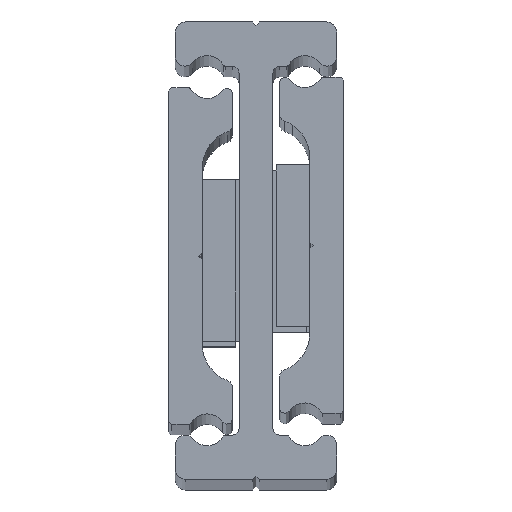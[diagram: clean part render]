
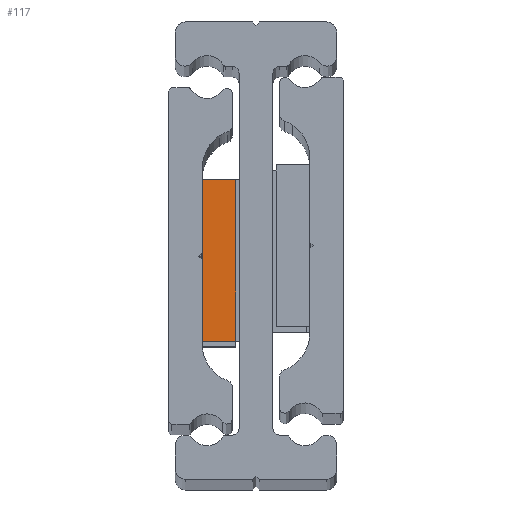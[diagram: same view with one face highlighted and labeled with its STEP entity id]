
A CAD part, top view. The second image highlights one B-rep face of the part: STEP entity #117.
In plain terms, the highlighted planar face has unit normal (0, 0, 1).
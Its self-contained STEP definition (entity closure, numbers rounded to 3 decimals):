
#117 = ADVANCED_FACE ( 'NONE', ( #2243 ), #2853, .T. ) ;
#260 = CARTESIAN_POINT ( 'NONE',  ( -5., 12., 536.55 ) ) ;
#261 = DIRECTION ( 'NONE',  ( 0., -1., 0. ) ) ;
#309 = CARTESIAN_POINT ( 'NONE',  ( -5., -0.5, 536.55 ) ) ;
#310 = DIRECTION ( 'NONE',  ( 0., -1., 0. ) ) ;
#473 = CARTESIAN_POINT ( 'NONE',  ( -37.153, -12., 536.55 ) ) ;
#483 = DIRECTION ( 'NONE',  ( 1., 0., 0. ) ) ;
#713 = VERTEX_POINT ( 'NONE', #2910 ) ;
#715 = VERTEX_POINT ( 'NONE', #2912 ) ;
#851 = VERTEX_POINT ( 'NONE', #3035 ) ;
#854 = VERTEX_POINT ( 'NONE', #3038 ) ;
#886 = VERTEX_POINT ( 'NONE', #3070 ) ;
#887 = VERTEX_POINT ( 'NONE', #3071 ) ;
#1074 = EDGE_LOOP ( 'NONE', ( #4310, #4311, #4312, #4313, #4314, #4315 ) ) ;
#1370 = EDGE_CURVE ( 'NONE', #854, #851, #2457, .T. ) ;
#1375 = EDGE_CURVE ( 'NONE', #886, #887, #2454, .T. ) ;
#1376 = EDGE_CURVE ( 'NONE', #887, #715, #2456, .T. ) ;
#1501 = AXIS2_PLACEMENT_3D ( 'NONE', #2856, #2862, #2863 ) ;
#1965 = EDGE_CURVE ( 'NONE', #715, #854, #3441, .T. ) ;
#1985 = EDGE_CURVE ( 'NONE', #851, #713, #3476, .T. ) ;
#2052 = EDGE_CURVE ( 'NONE', #886, #713, #3567, .T. ) ;
#2243 = FACE_OUTER_BOUND ( 'NONE', #1074, .T. ) ;
#2454 = LINE ( 'NONE', #4486, #2467 ) ;
#2456 = LINE ( 'NONE', #4494, #2468 ) ;
#2457 = LINE ( 'NONE', #4484, #2458 ) ;
#2458 = VECTOR ( 'NONE', #4485, 1000. ) ;
#2467 = VECTOR ( 'NONE', #4495, 1000. ) ;
#2468 = VECTOR ( 'NONE', #4498, 1000. ) ;
#2853 = PLANE ( 'NONE',  #1501 ) ;
#2856 = CARTESIAN_POINT ( 'NONE',  ( -37.153, 12., 536.55 ) ) ;
#2862 = DIRECTION ( 'NONE',  ( 0., 0., 1. ) ) ;
#2863 = DIRECTION ( 'NONE',  ( 1., 0., 0. ) ) ;
#2910 = CARTESIAN_POINT ( 'NONE',  ( -5., -12., 536.55 ) ) ;
#2912 = CARTESIAN_POINT ( 'NONE',  ( -5., 12., 536.55 ) ) ;
#3035 = CARTESIAN_POINT ( 'NONE',  ( -5., -0.5, 536.55 ) ) ;
#3038 = CARTESIAN_POINT ( 'NONE',  ( -5., 0.5, 536.55 ) ) ;
#3070 = CARTESIAN_POINT ( 'NONE',  ( -10., -12., 536.55 ) ) ;
#3071 = CARTESIAN_POINT ( 'NONE',  ( -10., 12., 536.55 ) ) ;
#3441 = LINE ( 'NONE', #260, #3444 ) ;
#3444 = VECTOR ( 'NONE', #261, 1000. ) ;
#3476 = LINE ( 'NONE', #309, #3477 ) ;
#3477 = VECTOR ( 'NONE', #310, 1000. ) ;
#3567 = LINE ( 'NONE', #473, #3571 ) ;
#3571 = VECTOR ( 'NONE', #483, 1000. ) ;
#4310 = ORIENTED_EDGE ( 'NONE', *, *, #1375, .F. ) ;
#4311 = ORIENTED_EDGE ( 'NONE', *, *, #2052, .T. ) ;
#4312 = ORIENTED_EDGE ( 'NONE', *, *, #1985, .F. ) ;
#4313 = ORIENTED_EDGE ( 'NONE', *, *, #1370, .F. ) ;
#4314 = ORIENTED_EDGE ( 'NONE', *, *, #1965, .F. ) ;
#4315 = ORIENTED_EDGE ( 'NONE', *, *, #1376, .F. ) ;
#4484 = CARTESIAN_POINT ( 'NONE',  ( -5., 12., 536.55 ) ) ;
#4485 = DIRECTION ( 'NONE',  ( 0., -1., 0. ) ) ;
#4486 = CARTESIAN_POINT ( 'NONE',  ( -10., 12., 536.55 ) ) ;
#4494 = CARTESIAN_POINT ( 'NONE',  ( -37.153, 12., 536.55 ) ) ;
#4495 = DIRECTION ( 'NONE',  ( 0., 1., 0. ) ) ;
#4498 = DIRECTION ( 'NONE',  ( 1., 0., 0. ) ) ;
